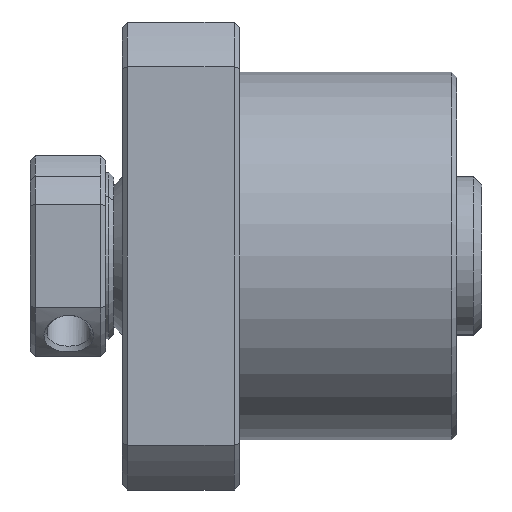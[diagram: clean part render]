
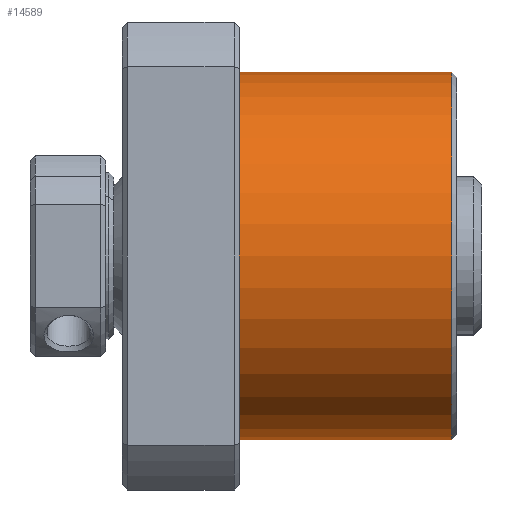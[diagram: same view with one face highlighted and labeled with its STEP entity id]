
A CAD part, front view. The second image highlights one B-rep face of the part: STEP entity #14589.
In plain terms, the highlighted cylindrical face has radius 11 mm (diameter 22 mm), a partial arc.
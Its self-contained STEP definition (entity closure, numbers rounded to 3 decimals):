
#1524 = VERTEX_POINT ( 'NONE', #8684 ) ;
#1558 = ORIENTED_EDGE ( 'NONE', *, *, #15394, .F. ) ;
#1584 = DIRECTION ( 'NONE',  ( -1., 0., 0. ) ) ;
#1746 = CARTESIAN_POINT ( 'NONE',  ( -94.469, 0., 0. ) ) ;
#2140 = VECTOR ( 'NONE', #1584, 1000. ) ;
#3614 = DIRECTION ( 'NONE',  ( 1., 0., 0. ) ) ;
#3965 = AXIS2_PLACEMENT_3D ( 'NONE', #12387, #4272, #15179 ) ;
#4230 = LINE ( 'NONE', #13796, #2140 ) ;
#4272 = DIRECTION ( 'NONE',  ( -1., 0., 0. ) ) ;
#4366 = CARTESIAN_POINT ( 'NONE',  ( 7., 0., 0. ) ) ;
#4560 = CIRCLE ( 'NONE', #3965, 11. ) ;
#4757 = DIRECTION ( 'NONE',  ( -1., 0., 0. ) ) ;
#5548 = DIRECTION ( 'NONE',  ( -1., 0., 0. ) ) ;
#6949 = CARTESIAN_POINT ( 'NONE',  ( 7., 0., 11. ) ) ;
#7652 = DIRECTION ( 'NONE',  ( 0., 0., 1. ) ) ;
#8403 = CARTESIAN_POINT ( 'NONE',  ( -94.469, 0., 11. ) ) ;
#8684 = CARTESIAN_POINT ( 'NONE',  ( 19.7, 0., -11. ) ) ;
#9651 = EDGE_CURVE ( 'NONE', #1524, #15843, #4560, .T. ) ;
#9714 = ORIENTED_EDGE ( 'NONE', *, *, #9651, .T. ) ;
#9934 = CYLINDRICAL_SURFACE ( 'NONE', #17267, 11. ) ;
#10013 = CIRCLE ( 'NONE', #14826, 11. ) ;
#10023 = DIRECTION ( 'NONE',  ( 0., 0., 1. ) ) ;
#10668 = ORIENTED_EDGE ( 'NONE', *, *, #12441, .T. ) ;
#10931 = VECTOR ( 'NONE', #5548, 1000. ) ;
#11726 = CARTESIAN_POINT ( 'NONE',  ( 19.7, 0., 11. ) ) ;
#12306 = FACE_OUTER_BOUND ( 'NONE', #13263, .T. ) ;
#12387 = CARTESIAN_POINT ( 'NONE',  ( 19.7, 0., 0. ) ) ;
#12441 = EDGE_CURVE ( 'NONE', #15843, #12891, #12585, .T. ) ;
#12585 = LINE ( 'NONE', #8403, #10931 ) ;
#12891 = VERTEX_POINT ( 'NONE', #6949 ) ;
#13263 = EDGE_LOOP ( 'NONE', ( #1558, #9714, #10668, #14380 ) ) ;
#13796 = CARTESIAN_POINT ( 'NONE',  ( -94.469, 0., -11. ) ) ;
#14380 = ORIENTED_EDGE ( 'NONE', *, *, #17328, .T. ) ;
#14589 = ADVANCED_FACE ( 'NONE', ( #12306 ), #9934, .T. ) ;
#14826 = AXIS2_PLACEMENT_3D ( 'NONE', #4366, #3614, #7652 ) ;
#15179 = DIRECTION ( 'NONE',  ( 0., 0., 1. ) ) ;
#15394 = EDGE_CURVE ( 'NONE', #1524, #16639, #4230, .T. ) ;
#15843 = VERTEX_POINT ( 'NONE', #11726 ) ;
#16639 = VERTEX_POINT ( 'NONE', #16837 ) ;
#16837 = CARTESIAN_POINT ( 'NONE',  ( 7., 0., -11. ) ) ;
#17267 = AXIS2_PLACEMENT_3D ( 'NONE', #1746, #4757, #10023 ) ;
#17328 = EDGE_CURVE ( 'NONE', #12891, #16639, #10013, .T. ) ;
